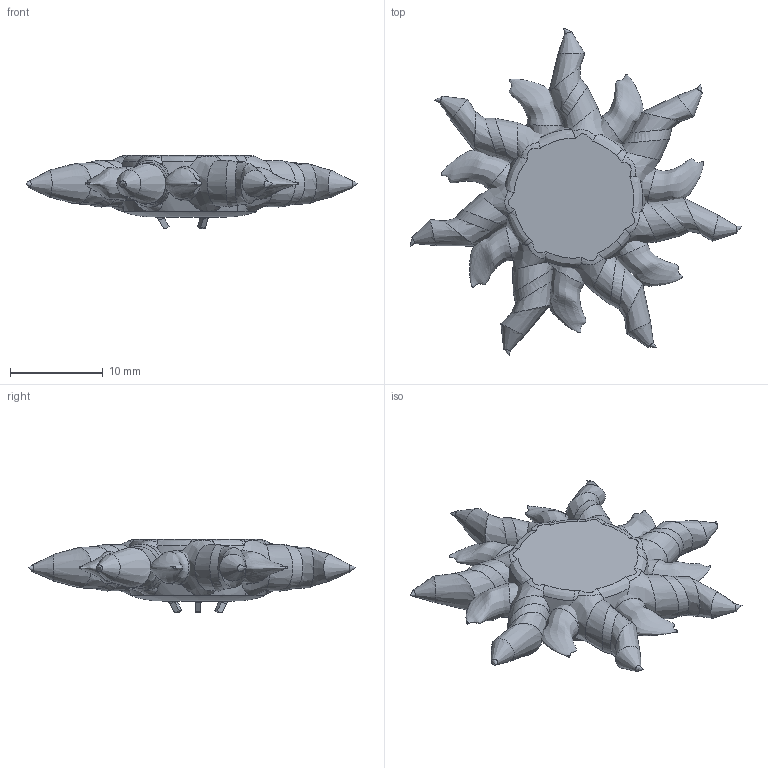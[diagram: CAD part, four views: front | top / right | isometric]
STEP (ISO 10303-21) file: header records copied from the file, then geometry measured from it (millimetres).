
FILE_DESCRIPTION(/* description */ (''),/* implementation_level */ '2;1');
FILE_NAME(/* name */ 'SunStone_Holder v11.step',/* time_stamp */ '2021-03-24T20:49:35-07:00',/* author */ (''),/* organization */ (''),/* preprocessor_version */ 'ST-DEVELOPER v18.1',/* originating_system */ 'Autodesk Translation Framework v9.10.0.1330',/* authorisation */ '');
FILE_SCHEMA (('AUTOMOTIVE_DESIGN { 1 0 10303 214 3 1 1 }'));
Length unit declared in the file: millimetre
Products named in the file (1): SunStone_Holder
Bounding box: 35.76 x 35.35 x 7.87 mm (x, y, z)
Volume: 2350.5 mm3; surface area: 2073.4 mm2
Topology: 8 solids, 8 shells, 158 faces, 509 edges, 360 vertices
Faces by surface type: bspline 108, plane 45, cylinder 5
Full cylindrical faces by diameter (mm): 5.672 x1, 5.673 x1
Entity records: 15674 total; most frequent: CARTESIAN_POINT 11736, ORIENTED_EDGE 1004, DIRECTION 569, EDGE_CURVE 502, VERTEX_POINT 360, AXIS2_PLACEMENT_3D 249, B_SPLINE_CURVE_WITH_KNOTS 232, CIRCLE 198
